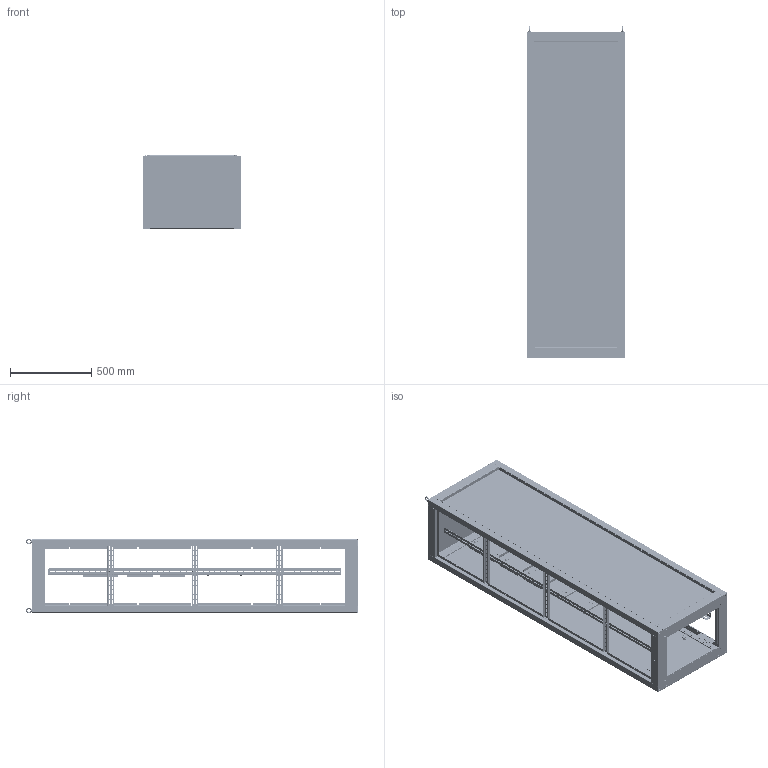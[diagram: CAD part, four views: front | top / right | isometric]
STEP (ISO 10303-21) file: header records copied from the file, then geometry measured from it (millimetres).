
FILE_DESCRIPTION (( 'STEP AP203' ), '1' );
FILE_NAME ('ÌÈ-2282 Êàðêàñ ÂÐÓ-1 Unit S ñâàðíîé ñ âíóòð êîìïë (2000õ600õ450) IP31 EKF PROxima.STEP', '2021-09-23T12:38:52', ( '' ), ( '' ), 'SwSTEP 2.0', 'SolidWorks 2021', '' );
FILE_SCHEMA (( 'CONFIG_CONTROL_DESIGN' ));
Length unit declared in the file: millimetre
Products named in the file (30): ﾌﾈ-2136.01.00.003 ﾊ煇鳫; ÌÈ-2136.01.02.000 Äíî â ñáîðå; ��-2225.01.00.000 ������ � �����_���-1 600�450; plain washer grade a_din_Washer DIN 125 - A 8.4; Çåðêàëüíî îòðàçèòüÑòîéêà óãëîâàÿ 2000_1800; ÌÈ-2136.01.00.002 Ðåéêà; curved spring lock washer_din_Spring washer DIN 128 - A8; ÌÈ-556.04.03.001 ïàíåëü ìîíòàæíàÿ 510õ160; ﾌﾈ-2136.01.01.001 ﾊ; Çàêë¸ïêà Ì4; eyebolt580_din_Eyebolt DIN 358-M8-N; ÌÈ-556.04.05.001 Ðåéêà ìîíòàæíàÿ 510õ50; pan head cross recess screw_din_DIN EN ISO 7045 - M4 x 16 - Z - 16N; ÌÈ-2218.01.00.001 Ñòîéêà óãëîâàÿ_1800; pan head cross recess screw_din_DIN EN ISO 7045 - M6 x 20 - Z - 20N; Çàêëåïêà ãàå÷íàÿ Ì6 UNI 9203; ÌÈ-2282 Êàðêàñ ÂÐÓ-1 Unit S ñâàðíîé ñ âíóòð êîìïë (2000õ600õ450) IP31 EKF PROxima; Çàìîê áîëüøîé; hex nut gradec_din_Hexagon Nut ISO 4034 - M8 - N; ﾌﾈ-2136.01.02.001 ﾄ濵; ÌÈ-559.04.02.001 Âåðòèêàëüíûé ïðîôèëü 1800 (äëÿ 2000õØõÃ); hex flange nut_din_Hexagon Flange Nut DIN 6923 - M6 - N; Øïèëüêà Ì6õ12; ÌÈ-556.04.04.001 ïàíåëü ìîíòàæíàÿ 510õ220; pan head cross recess screw_din_DIN EN ISO 7045 - M6 x 16 - Z - 16N; ÌÈ-2136.01.01.000 Êðûøà â ñáîðå; 倘-2225.02.00.001 拟屦黖1800*600; Øïèëüêà ïðèâàðíàÿ Ì6õ16 DIN 13918; ÌÈ-2218.00.00.001 Ñòåíêà çàäíÿÿ; ÌÈ-2225.02.00.000 Äâåðü â ñáîðå
Assembly tree (105 placements, depth 4):
  ÌÈ-2282 Êàðêàñ ÂÐÓ-1 Unit S ñâàðíîé ñ âíóòð êîìïë (2000õ600õ450) IP31 EKF PROxima
    ��-2225.01.00.000 ������ � �����_���-1 600�450
      ÌÈ-2218.01.00.001 Ñòîéêà óãëîâàÿ_1800  x2
      ÌÈ-2136.01.01.000 Êðûøà â ñáîðå
        ﾌﾈ-2136.01.01.001 ﾊ
        Øïèëüêà Ì6õ12
      ÌÈ-2136.01.02.000 Äíî â ñáîðå
        ﾌﾈ-2136.01.02.001 ﾄ濵
        Øïèëüêà Ì6õ12
      Çåðêàëüíî îòðàçèòüÑòîéêà óãëîâàÿ 2000_1800  x2
      ÌÈ-2136.01.00.002 Ðåéêà  x6
      ﾌﾈ-2136.01.00.003 ﾊ煇鳫  x2
      Çàêë¸ïêà Ì4  x8
    ÌÈ-2218.00.00.001 Ñòåíêà çàäíÿÿ
    ÌÈ-2225.02.00.000 Äâåðü â ñáîðå
      倘-2225.02.00.001 拟屦黖1800*600
      Çàìîê áîëüøîé  x3
      Øïèëüêà ïðèâàðíàÿ Ì6õ16 DIN 13918
      Çàêëåïêà ãàå÷íàÿ Ì6 UNI 9203  x2
    pan head cross recess screw_din_DIN EN ISO 7045 - M6 x 20 - Z - 20N  x2
    eyebolt580_din_Eyebolt DIN 358-M8-N  x2
    curved spring lock washer_din_Spring washer DIN 128 - A8  x2
    plain washer grade a_din_Washer DIN 125 - A 8.4  x2
    hex nut gradec_din_Hexagon Nut ISO 4034 - M8 - N  x2
    pan head cross recess screw_din_DIN EN ISO 7045 - M4 x 16 - Z - 16N  x8
    ÌÈ-559.04.02.001 Âåðòèêàëüíûé ïðîôèëü 1800 (äëÿ 2000õØõÃ)  x2
    ÌÈ-556.04.04.001 ïàíåëü ìîíòàæíàÿ 510õ220
    ÌÈ-556.04.03.001 ïàíåëü ìîíòàæíàÿ 510õ160  x2
    ÌÈ-556.04.05.001 Ðåéêà ìîíòàæíàÿ 510õ50  x2
    pan head cross recess screw_din_DIN EN ISO 7045 - M6 x 16 - Z - 16N  x22
    hex flange nut_din_Hexagon Flange Nut DIN 6923 - M6 - N  x22
Bounding box: 600 x 2038 x 459.95 mm (x, y, z)
Volume: 5145325 mm3; surface area: 10014675.2 mm2
Topology: 101 solids, 116 shells, 5868 faces, 14873 edges, 9273 vertices
Faces by surface type: plane 2865, cylinder 2002, cone 566, torus 192, bspline 179, sphere 64
Entity records: 70999 total; most frequent: CARTESIAN_POINT 14948, DIRECTION 10888, ORIENTED_EDGE 10264, EDGE_CURVE 5132, AXIS2_PLACEMENT_3D 3838, LINE 3212, VECTOR 3212, VERTEX_POINT 3196
